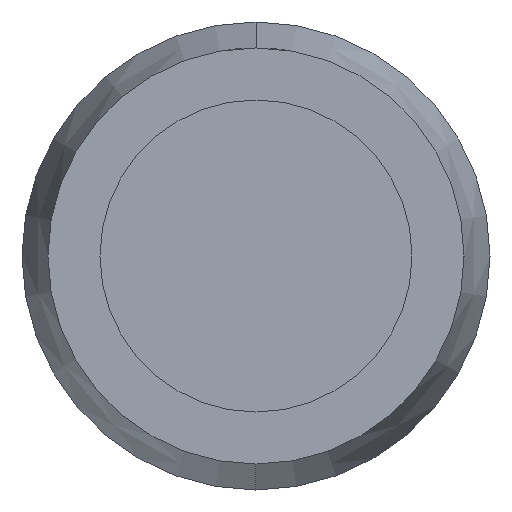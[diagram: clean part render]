
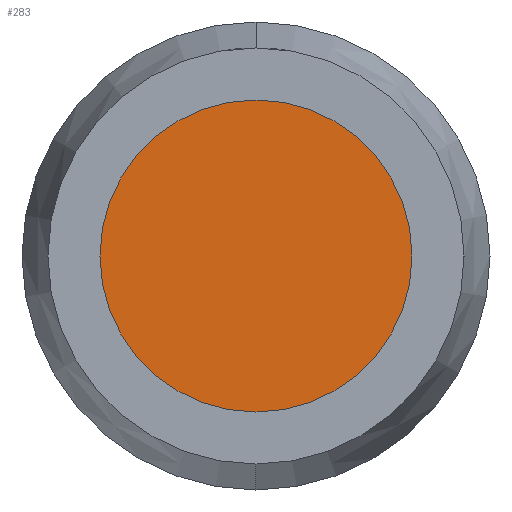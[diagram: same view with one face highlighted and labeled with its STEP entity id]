
A CAD part, left-side view. The second image highlights one B-rep face of the part: STEP entity #283.
In plain terms, the highlighted planar face has unit normal (-1, 0, 0).
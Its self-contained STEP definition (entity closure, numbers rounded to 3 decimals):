
#8 = CIRCLE ( 'NONE', #95, 15. ) ;
#13 = CARTESIAN_POINT ( 'NONE',  ( -69.01, 0., 15. ) ) ;
#91 = DIRECTION ( 'NONE',  ( 0., 0., 1. ) ) ;
#95 = AXIS2_PLACEMENT_3D ( 'NONE', #508, #436, #293 ) ;
#108 = AXIS2_PLACEMENT_3D ( 'NONE', #626, #433, #91 ) ;
#224 = DIRECTION ( 'NONE',  ( 1., 0., 0. ) ) ;
#234 = PLANE ( 'NONE',  #428 ) ;
#277 = VERTEX_POINT ( 'NONE', #13 ) ;
#282 = EDGE_CURVE ( 'NONE', #277, #738, #399, .T. ) ;
#283 = ADVANCED_FACE ( 'NONE', ( #425 ), #234, .F. ) ;
#293 = DIRECTION ( 'NONE',  ( 0., 0., 1. ) ) ;
#309 = EDGE_CURVE ( 'NONE', #738, #277, #8, .T. ) ;
#381 = ORIENTED_EDGE ( 'NONE', *, *, #282, .T. ) ;
#399 = CIRCLE ( 'NONE', #108, 15. ) ;
#425 = FACE_OUTER_BOUND ( 'NONE', #772, .T. ) ;
#428 = AXIS2_PLACEMENT_3D ( 'NONE', #569, #224, #561 ) ;
#433 = DIRECTION ( 'NONE',  ( -1., 0., 0. ) ) ;
#436 = DIRECTION ( 'NONE',  ( -1., 0., 0. ) ) ;
#508 = CARTESIAN_POINT ( 'NONE',  ( -69.01, 0., 0. ) ) ;
#561 = DIRECTION ( 'NONE',  ( 0., 0., -1. ) ) ;
#568 = CARTESIAN_POINT ( 'NONE',  ( -69.01, 0., -15. ) ) ;
#569 = CARTESIAN_POINT ( 'NONE',  ( -69.01, 0., 0. ) ) ;
#626 = CARTESIAN_POINT ( 'NONE',  ( -69.01, 0., 0. ) ) ;
#738 = VERTEX_POINT ( 'NONE', #568 ) ;
#772 = EDGE_LOOP ( 'NONE', ( #381, #879 ) ) ;
#879 = ORIENTED_EDGE ( 'NONE', *, *, #309, .T. ) ;
